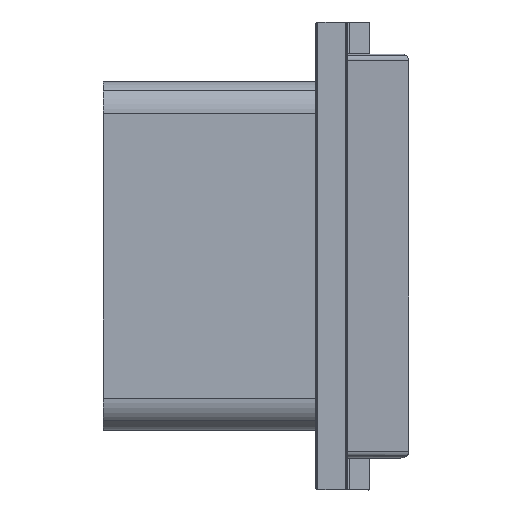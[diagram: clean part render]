
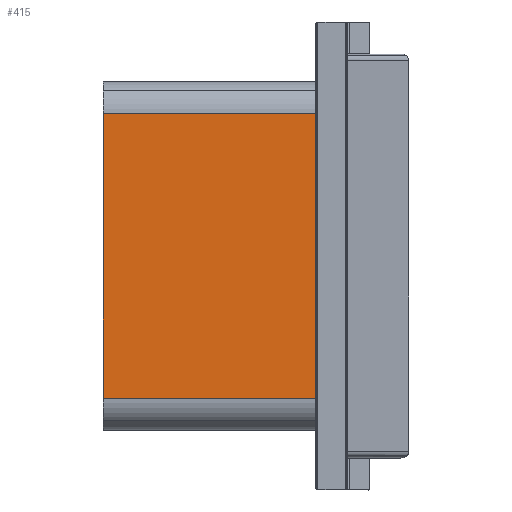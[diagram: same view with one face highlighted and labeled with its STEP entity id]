
A CAD part, top view. The second image highlights one B-rep face of the part: STEP entity #415.
In plain terms, the highlighted face is planar.
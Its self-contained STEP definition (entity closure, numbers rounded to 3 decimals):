
#415=ADVANCED_FACE('',(#886),#887,.T.);
#886=FACE_OUTER_BOUND('',#1411,.T.);
#887=PLANE('',#1412);
#1411=EDGE_LOOP('',(#3305,#3306,#3307,#3308));
#1412=AXIS2_PLACEMENT_3D('',#3309,#3310,#3311);
#3305=ORIENTED_EDGE('',*,*,#4208,.F.);
#3306=ORIENTED_EDGE('',*,*,#4212,.F.);
#3307=ORIENTED_EDGE('',*,*,#4213,.T.);
#3308=ORIENTED_EDGE('',*,*,#3905,.T.);
#3309=CARTESIAN_POINT('',(0.0,36.0,100.0));
#3310=DIRECTION('',(0.0,1.0,0.0));
#3311=DIRECTION('',(0.0,0.0,1.0));
#3905=EDGE_CURVE('',#5081,#5079,#5082,.T.);
#4208=EDGE_CURVE('',#5536,#5079,#5538,.T.);
#4212=EDGE_CURVE('',#5543,#5536,#5544,.T.);
#4213=EDGE_CURVE('',#5543,#5081,#5545,.T.);
#5079=VERTEX_POINT('',#6395);
#5081=VERTEX_POINT('',#6397);
#5082=LINE('',#6398,#6399);
#5536=VERTEX_POINT('',#7064);
#5538=LINE('',#7066,#7067);
#5543=VERTEX_POINT('',#7075);
#5544=LINE('',#7076,#7077);
#5545=LINE('',#7078,#7079);
#6395=CARTESIAN_POINT('',(-67.0,36.0,100.0));
#6397=CARTESIAN_POINT('',(-67.0,36.0,0.));
#6398=CARTESIAN_POINT('',(-67.0,36.0,100.0));
#6399=VECTOR('',#7797,1.0);
#7064=CARTESIAN_POINT('',(67.0,36.0,100.0));
#7066=CARTESIAN_POINT('',(0.,36.0,100.0));
#7067=VECTOR('',#8282,1.0);
#7075=CARTESIAN_POINT('',(67.0,36.0,0.0));
#7076=CARTESIAN_POINT('',(67.0,36.0,100.0));
#7077=VECTOR('',#8286,1.0);
#7078=CARTESIAN_POINT('',(82.0,36.0,0.0));
#7079=VECTOR('',#8287,1.0);
#7797=DIRECTION('',(0.,0.0,1.0));
#8282=DIRECTION('',(-1.0,0.,0.));
#8286=DIRECTION('',(-0.0,-0.0,1.0));
#8287=DIRECTION('',(-1.0,0.0,0.0));
